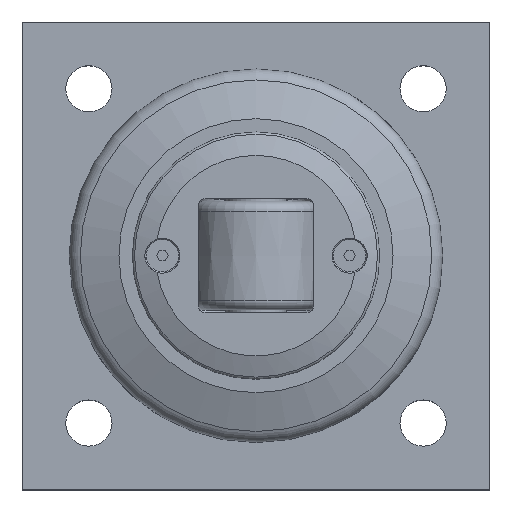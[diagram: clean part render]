
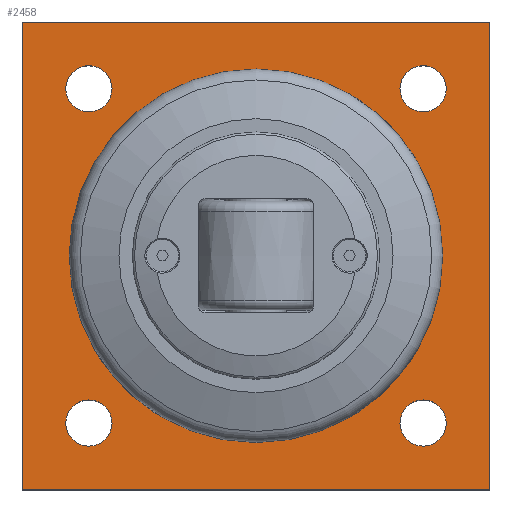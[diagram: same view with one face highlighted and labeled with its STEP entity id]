
A CAD part, top view. The second image highlights one B-rep face of the part: STEP entity #2458.
In plain terms, the highlighted planar face has unit normal (0, 0, 1).
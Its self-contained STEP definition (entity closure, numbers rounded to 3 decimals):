
#74=FACE_BOUND('',#433,.T.);
#75=FACE_BOUND('',#434,.T.);
#76=FACE_BOUND('',#435,.T.);
#77=FACE_BOUND('',#436,.T.);
#78=FACE_BOUND('',#437,.T.);
#139=PLANE('',#2770);
#276=FACE_OUTER_BOUND('',#432,.T.);
#432=EDGE_LOOP('',(#2102,#2103,#2104,#2105));
#433=EDGE_LOOP('',(#2106));
#434=EDGE_LOOP('',(#2107,#2108));
#435=EDGE_LOOP('',(#2109,#2110));
#436=EDGE_LOOP('',(#2111,#2112));
#437=EDGE_LOOP('',(#2113,#2114));
#565=LINE('',#4459,#693);
#569=LINE('',#4467,#697);
#572=LINE('',#4473,#700);
#575=LINE('',#4478,#703);
#693=VECTOR('',#3466,10.);
#697=VECTOR('',#3472,10.);
#700=VECTOR('',#3477,10.);
#703=VECTOR('',#3482,10.);
#860=CIRCLE('',#2745,35.);
#862=CIRCLE('',#2749,6.918);
#863=CIRCLE('',#2750,6.918);
#865=CIRCLE('',#2753,6.918);
#866=CIRCLE('',#2754,6.918);
#868=CIRCLE('',#2757,6.918);
#869=CIRCLE('',#2758,6.918);
#871=CIRCLE('',#2761,6.918);
#872=CIRCLE('',#2762,6.918);
#1096=VERTEX_POINT('',#4418);
#1098=VERTEX_POINT('',#4425);
#1099=VERTEX_POINT('',#4426);
#1101=VERTEX_POINT('',#4433);
#1102=VERTEX_POINT('',#4434);
#1104=VERTEX_POINT('',#4441);
#1105=VERTEX_POINT('',#4442);
#1107=VERTEX_POINT('',#4449);
#1108=VERTEX_POINT('',#4450);
#1110=VERTEX_POINT('',#4457);
#1111=VERTEX_POINT('',#4458);
#1114=VERTEX_POINT('',#4466);
#1116=VERTEX_POINT('',#4472);
#1425=EDGE_CURVE('',#1096,#1096,#860,.T.);
#1427=EDGE_CURVE('',#1098,#1099,#862,.T.);
#1428=EDGE_CURVE('',#1099,#1098,#863,.T.);
#1431=EDGE_CURVE('',#1101,#1102,#865,.T.);
#1432=EDGE_CURVE('',#1102,#1101,#866,.T.);
#1435=EDGE_CURVE('',#1104,#1105,#868,.T.);
#1436=EDGE_CURVE('',#1105,#1104,#869,.T.);
#1439=EDGE_CURVE('',#1107,#1108,#871,.T.);
#1440=EDGE_CURVE('',#1108,#1107,#872,.T.);
#1443=EDGE_CURVE('',#1110,#1111,#565,.T.);
#1447=EDGE_CURVE('',#1111,#1114,#569,.T.);
#1450=EDGE_CURVE('',#1114,#1116,#572,.T.);
#1453=EDGE_CURVE('',#1116,#1110,#575,.T.);
#2102=ORIENTED_EDGE('',*,*,#1443,.F.);
#2103=ORIENTED_EDGE('',*,*,#1453,.F.);
#2104=ORIENTED_EDGE('',*,*,#1450,.F.);
#2105=ORIENTED_EDGE('',*,*,#1447,.F.);
#2106=ORIENTED_EDGE('',*,*,#1425,.T.);
#2107=ORIENTED_EDGE('',*,*,#1427,.T.);
#2108=ORIENTED_EDGE('',*,*,#1428,.T.);
#2109=ORIENTED_EDGE('',*,*,#1431,.T.);
#2110=ORIENTED_EDGE('',*,*,#1432,.T.);
#2111=ORIENTED_EDGE('',*,*,#1435,.T.);
#2112=ORIENTED_EDGE('',*,*,#1436,.T.);
#2113=ORIENTED_EDGE('',*,*,#1439,.T.);
#2114=ORIENTED_EDGE('',*,*,#1440,.T.);
#2458=ADVANCED_FACE('',(#276,#74,#75,#76,#77,#78),#139,.T.);
#2745=AXIS2_PLACEMENT_3D('',#4420,#3422,#3423);
#2749=AXIS2_PLACEMENT_3D('',#4427,#3430,#3431);
#2750=AXIS2_PLACEMENT_3D('',#4428,#3432,#3433);
#2753=AXIS2_PLACEMENT_3D('',#4435,#3439,#3440);
#2754=AXIS2_PLACEMENT_3D('',#4436,#3441,#3442);
#2757=AXIS2_PLACEMENT_3D('',#4443,#3448,#3449);
#2758=AXIS2_PLACEMENT_3D('',#4444,#3450,#3451);
#2761=AXIS2_PLACEMENT_3D('',#4451,#3457,#3458);
#2762=AXIS2_PLACEMENT_3D('',#4452,#3459,#3460);
#2770=AXIS2_PLACEMENT_3D('',#4483,#3488,#3489);
#3422=DIRECTION('center_axis',(0.,0.,-1.));
#3423=DIRECTION('ref_axis',(-1.,0.,0.));
#3430=DIRECTION('center_axis',(0.,0.,-1.));
#3431=DIRECTION('ref_axis',(1.,0.,0.));
#3432=DIRECTION('center_axis',(0.,0.,-1.));
#3433=DIRECTION('ref_axis',(1.,0.,0.));
#3439=DIRECTION('center_axis',(0.,0.,-1.));
#3440=DIRECTION('ref_axis',(1.,0.,0.));
#3441=DIRECTION('center_axis',(0.,0.,-1.));
#3442=DIRECTION('ref_axis',(1.,0.,0.));
#3448=DIRECTION('center_axis',(0.,0.,-1.));
#3449=DIRECTION('ref_axis',(1.,0.,0.));
#3450=DIRECTION('center_axis',(0.,0.,-1.));
#3451=DIRECTION('ref_axis',(1.,0.,0.));
#3457=DIRECTION('center_axis',(0.,0.,-1.));
#3458=DIRECTION('ref_axis',(1.,0.,0.));
#3459=DIRECTION('center_axis',(0.,0.,-1.));
#3460=DIRECTION('ref_axis',(1.,0.,0.));
#3466=DIRECTION('',(0.,1.,0.));
#3472=DIRECTION('',(1.,0.,0.));
#3477=DIRECTION('',(0.,-1.,0.));
#3482=DIRECTION('',(-1.,0.,0.));
#3488=DIRECTION('center_axis',(0.,0.,1.));
#3489=DIRECTION('ref_axis',(1.,0.,0.));
#4418=CARTESIAN_POINT('',(105.,70.,20.));
#4420=CARTESIAN_POINT('Origin',(70.,70.,20.));
#4425=CARTESIAN_POINT('',(26.917,20.,20.));
#4426=CARTESIAN_POINT('',(13.082,20.,20.));
#4427=CARTESIAN_POINT('Origin',(20.,20.,20.));
#4428=CARTESIAN_POINT('Origin',(20.,20.,20.));
#4433=CARTESIAN_POINT('',(126.918,20.,20.));
#4434=CARTESIAN_POINT('',(113.083,20.,20.));
#4435=CARTESIAN_POINT('Origin',(120.,20.,20.));
#4436=CARTESIAN_POINT('Origin',(120.,20.,20.));
#4441=CARTESIAN_POINT('',(126.918,120.,20.));
#4442=CARTESIAN_POINT('',(113.083,120.,20.));
#4443=CARTESIAN_POINT('Origin',(120.,120.,20.));
#4444=CARTESIAN_POINT('Origin',(120.,120.,20.));
#4449=CARTESIAN_POINT('',(26.917,120.,20.));
#4450=CARTESIAN_POINT('',(13.082,120.,20.));
#4451=CARTESIAN_POINT('Origin',(20.,120.,20.));
#4452=CARTESIAN_POINT('Origin',(20.,120.,20.));
#4457=CARTESIAN_POINT('',(0.,0.,20.));
#4458=CARTESIAN_POINT('',(0.,140.,20.));
#4459=CARTESIAN_POINT('',(0.,140.,20.));
#4466=CARTESIAN_POINT('',(140.,140.,20.));
#4467=CARTESIAN_POINT('',(140.,140.,20.));
#4472=CARTESIAN_POINT('',(140.,0.,20.));
#4473=CARTESIAN_POINT('',(140.,0.,20.));
#4478=CARTESIAN_POINT('',(0.,0.,20.));
#4483=CARTESIAN_POINT('Origin',(70.,70.,20.));
